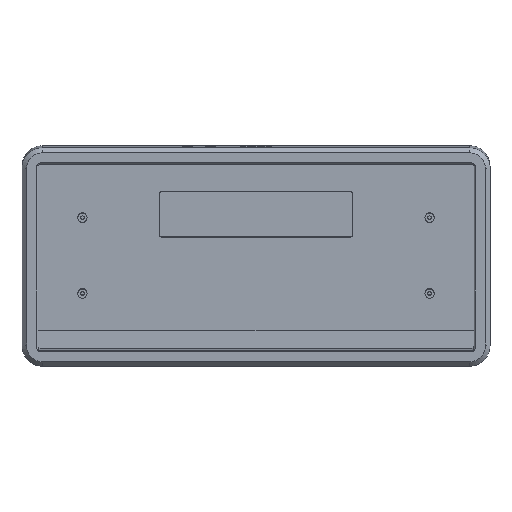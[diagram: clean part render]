
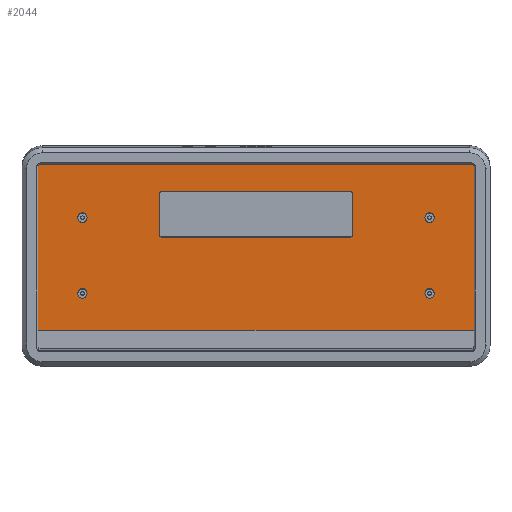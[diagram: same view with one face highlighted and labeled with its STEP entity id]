
A CAD part, top view. The second image highlights one B-rep face of the part: STEP entity #2044.
In plain terms, the highlighted planar face has unit normal (0, -0.052, 0.999).
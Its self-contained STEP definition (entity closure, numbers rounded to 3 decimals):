
#44=FACE_BOUND('',#332,.T.);
#45=FACE_BOUND('',#333,.T.);
#46=FACE_BOUND('',#334,.T.);
#47=FACE_BOUND('',#335,.T.);
#48=FACE_BOUND('',#336,.T.);
#108=PLANE('',#2234);
#198=FACE_OUTER_BOUND('',#331,.T.);
#331=EDGE_LOOP('',(#1593,#1594,#1595,#1596,#1597,#1598,#1599,#1600));
#332=EDGE_LOOP('',(#1601,#1602,#1603,#1604,#1605,#1606,#1607,#1608));
#333=EDGE_LOOP('',(#1609));
#334=EDGE_LOOP('',(#1610));
#335=EDGE_LOOP('',(#1611));
#336=EDGE_LOOP('',(#1612));
#495=LINE('',#3188,#684);
#501=LINE('',#3203,#690);
#505=LINE('',#3215,#694);
#508=LINE('',#3224,#697);
#510=LINE('',#3233,#699);
#513=LINE('',#3241,#702);
#517=LINE('',#3249,#706);
#518=LINE('',#3253,#707);
#519=LINE('',#3255,#708);
#520=LINE('',#3257,#709);
#684=VECTOR('',#2582,10.);
#690=VECTOR('',#2596,10.);
#694=VECTOR('',#2608,10.);
#697=VECTOR('',#2619,10.);
#699=VECTOR('',#2627,10.);
#702=VECTOR('',#2634,10.);
#706=VECTOR('',#2640,10.);
#707=VECTOR('',#2643,10.);
#708=VECTOR('',#2644,10.);
#709=VECTOR('',#2645,10.);
#840=CIRCLE('',#2215,1.);
#842=CIRCLE('',#2219,1.);
#844=CIRCLE('',#2223,1.);
#846=CIRCLE('',#2227,1.);
#847=CIRCLE('',#2235,1.);
#848=CIRCLE('',#2236,1.);
#849=CIRCLE('',#2237,2.);
#850=CIRCLE('',#2238,2.);
#851=CIRCLE('',#2239,2.);
#852=CIRCLE('',#2240,2.);
#961=VERTEX_POINT('',#3181);
#962=VERTEX_POINT('',#3183);
#963=VERTEX_POINT('',#3187);
#967=VERTEX_POINT('',#3196);
#968=VERTEX_POINT('',#3198);
#971=VERTEX_POINT('',#3208);
#972=VERTEX_POINT('',#3210);
#974=VERTEX_POINT('',#3219);
#977=VERTEX_POINT('',#3230);
#978=VERTEX_POINT('',#3232);
#981=VERTEX_POINT('',#3240);
#984=VERTEX_POINT('',#3248);
#985=VERTEX_POINT('',#3250);
#986=VERTEX_POINT('',#3252);
#987=VERTEX_POINT('',#3254);
#988=VERTEX_POINT('',#3256);
#989=VERTEX_POINT('',#3259);
#990=VERTEX_POINT('',#3261);
#991=VERTEX_POINT('',#3263);
#992=VERTEX_POINT('',#3265);
#1177=EDGE_CURVE('',#961,#962,#840,.T.);
#1179=EDGE_CURVE('',#963,#962,#495,.T.);
#1184=EDGE_CURVE('',#967,#968,#842,.T.);
#1187=EDGE_CURVE('',#961,#968,#501,.T.);
#1190=EDGE_CURVE('',#971,#972,#844,.T.);
#1193=EDGE_CURVE('',#967,#972,#505,.T.);
#1195=EDGE_CURVE('',#963,#974,#846,.T.);
#1198=EDGE_CURVE('',#971,#974,#508,.T.);
#1201=EDGE_CURVE('',#978,#977,#510,.T.);
#1205=EDGE_CURVE('',#978,#981,#513,.T.);
#1209=EDGE_CURVE('',#984,#977,#517,.T.);
#1210=EDGE_CURVE('',#984,#985,#847,.T.);
#1211=EDGE_CURVE('',#986,#985,#518,.T.);
#1212=EDGE_CURVE('',#987,#986,#519,.T.);
#1213=EDGE_CURVE('',#988,#987,#520,.T.);
#1214=EDGE_CURVE('',#988,#981,#848,.T.);
#1215=EDGE_CURVE('',#989,#989,#849,.T.);
#1216=EDGE_CURVE('',#990,#990,#850,.T.);
#1217=EDGE_CURVE('',#991,#991,#851,.T.);
#1218=EDGE_CURVE('',#992,#992,#852,.T.);
#1593=ORIENTED_EDGE('',*,*,#1201,.T.);
#1594=ORIENTED_EDGE('',*,*,#1209,.F.);
#1595=ORIENTED_EDGE('',*,*,#1210,.T.);
#1596=ORIENTED_EDGE('',*,*,#1211,.F.);
#1597=ORIENTED_EDGE('',*,*,#1212,.F.);
#1598=ORIENTED_EDGE('',*,*,#1213,.F.);
#1599=ORIENTED_EDGE('',*,*,#1214,.T.);
#1600=ORIENTED_EDGE('',*,*,#1205,.F.);
#1601=ORIENTED_EDGE('',*,*,#1187,.T.);
#1602=ORIENTED_EDGE('',*,*,#1184,.F.);
#1603=ORIENTED_EDGE('',*,*,#1193,.T.);
#1604=ORIENTED_EDGE('',*,*,#1190,.F.);
#1605=ORIENTED_EDGE('',*,*,#1198,.T.);
#1606=ORIENTED_EDGE('',*,*,#1195,.F.);
#1607=ORIENTED_EDGE('',*,*,#1179,.T.);
#1608=ORIENTED_EDGE('',*,*,#1177,.F.);
#1609=ORIENTED_EDGE('',*,*,#1215,.T.);
#1610=ORIENTED_EDGE('',*,*,#1216,.T.);
#1611=ORIENTED_EDGE('',*,*,#1217,.T.);
#1612=ORIENTED_EDGE('',*,*,#1218,.T.);
#2044=ADVANCED_FACE('',(#198,#44,#45,#46,#47,#48),#108,.F.);
#2215=AXIS2_PLACEMENT_3D('',#3184,#2577,#2578);
#2219=AXIS2_PLACEMENT_3D('',#3199,#2590,#2591);
#2223=AXIS2_PLACEMENT_3D('',#3211,#2602,#2603);
#2227=AXIS2_PLACEMENT_3D('',#3220,#2613,#2614);
#2234=AXIS2_PLACEMENT_3D('',#3247,#2638,#2639);
#2235=AXIS2_PLACEMENT_3D('',#3251,#2641,#2642);
#2236=AXIS2_PLACEMENT_3D('',#3258,#2646,#2647);
#2237=AXIS2_PLACEMENT_3D('',#3260,#2648,#2649);
#2238=AXIS2_PLACEMENT_3D('',#3262,#2650,#2651);
#2239=AXIS2_PLACEMENT_3D('',#3264,#2652,#2653);
#2240=AXIS2_PLACEMENT_3D('',#3266,#2654,#2655);
#2577=DIRECTION('center_axis',(0.,-0.052,
0.999));
#2578=DIRECTION('ref_axis',(0.707,0.706,0.037));
#2582=DIRECTION('',(1.,0.,0.));
#2590=DIRECTION('center_axis',(0.,-0.052,
0.999));
#2591=DIRECTION('ref_axis',(0.707,-0.706,-0.037));
#2596=DIRECTION('',(0.,-0.999,-0.052));
#2602=DIRECTION('center_axis',(0.,-0.052,
0.999));
#2603=DIRECTION('ref_axis',(-0.707,-0.706,-0.037));
#2608=DIRECTION('',(-1.,0.,0.));
#2613=DIRECTION('center_axis',(0.,-0.052,
0.999));
#2614=DIRECTION('ref_axis',(-0.707,0.706,0.037));
#2619=DIRECTION('',(0.,0.999,0.052));
#2627=DIRECTION('',(1.,0.,0.));
#2634=DIRECTION('',(0.,0.999,0.052));
#2638=DIRECTION('center_axis',(0.,0.052,
-0.999));
#2639=DIRECTION('ref_axis',(1.,0.,0.));
#2640=DIRECTION('',(0.,-0.999,-0.052));
#2641=DIRECTION('center_axis',(0.,-0.052,
0.999));
#2642=DIRECTION('ref_axis',(0.707,0.706,0.037));
#2643=DIRECTION('',(1.,0.,0.));
#2644=DIRECTION('',(1.,0.,0.));
#2645=DIRECTION('',(1.,0.,0.));
#2646=DIRECTION('center_axis',(0.,-0.052,
0.999));
#2647=DIRECTION('ref_axis',(-0.707,0.706,0.037));
#2648=DIRECTION('center_axis',(0.,0.052,
-0.999));
#2649=DIRECTION('ref_axis',(-1.,0.,0.));
#2650=DIRECTION('center_axis',(0.,0.052,
-0.999));
#2651=DIRECTION('ref_axis',(-1.,0.,0.));
#2652=DIRECTION('center_axis',(0.,0.052,
-0.999));
#2653=DIRECTION('ref_axis',(-1.,0.,0.));
#2654=DIRECTION('center_axis',(0.,0.052,
-0.999));
#2655=DIRECTION('ref_axis',(-1.,0.,0.));
#3181=CARTESIAN_POINT('',(162.758,80.679,3.926));
#3183=CARTESIAN_POINT('',(161.758,81.678,3.978));
#3184=CARTESIAN_POINT('Origin',(161.758,80.679,3.926));
#3187=CARTESIAN_POINT('',(78.758,81.678,3.978));
#3188=CARTESIAN_POINT('',(99.008,81.678,3.978));
#3196=CARTESIAN_POINT('',(161.758,61.705,2.931));
#3198=CARTESIAN_POINT('',(162.758,62.704,2.984));
#3199=CARTESIAN_POINT('Origin',(161.758,62.704,2.984));
#3203=CARTESIAN_POINT('',(162.758,67.706,3.246));
#3208=CARTESIAN_POINT('',(77.758,62.704,2.984));
#3210=CARTESIAN_POINT('',(78.758,61.705,2.931));
#3211=CARTESIAN_POINT('Origin',(78.758,62.704,2.984));
#3215=CARTESIAN_POINT('',(141.508,61.705,2.931));
#3219=CARTESIAN_POINT('',(77.758,80.679,3.926));
#3220=CARTESIAN_POINT('Origin',(78.758,80.679,3.926));
#3224=CARTESIAN_POINT('',(77.758,57.72,2.722));
#3230=CARTESIAN_POINT('',(216.008,20.804,0.788));
#3232=CARTESIAN_POINT('',(24.508,20.804,0.788));
#3233=CARTESIAN_POINT('',(120.258,20.804,0.788));
#3240=CARTESIAN_POINT('',(24.508,93.661,4.606));
#3241=CARTESIAN_POINT('',(24.508,94.66,4.658));
#3247=CARTESIAN_POINT('Origin',(120.258,53.735,2.514));
#3248=CARTESIAN_POINT('',(216.008,93.661,4.606));
#3249=CARTESIAN_POINT('',(216.008,12.81,0.369));
#3250=CARTESIAN_POINT('',(215.008,94.66,4.658));
#3251=CARTESIAN_POINT('Origin',(215.008,93.661,4.606));
#3252=CARTESIAN_POINT('',(126.902,94.66,4.658));
#3253=CARTESIAN_POINT('',(216.008,94.66,4.658));
#3254=CARTESIAN_POINT('',(113.613,94.66,4.658));
#3255=CARTESIAN_POINT('',(216.008,94.66,4.658));
#3256=CARTESIAN_POINT('',(25.508,94.66,4.658));
#3257=CARTESIAN_POINT('',(216.008,94.66,4.658));
#3258=CARTESIAN_POINT('Origin',(25.508,93.661,4.606));
#3259=CARTESIAN_POINT('',(46.058,37.089,1.641));
#3260=CARTESIAN_POINT('Origin',(44.058,37.089,1.641));
#3261=CARTESIAN_POINT('',(198.458,70.381,3.386));
#3262=CARTESIAN_POINT('Origin',(196.458,70.381,3.386));
#3263=CARTESIAN_POINT('',(46.058,70.381,3.386));
#3264=CARTESIAN_POINT('Origin',(44.058,70.381,3.386));
#3265=CARTESIAN_POINT('',(198.458,37.089,1.641));
#3266=CARTESIAN_POINT('Origin',(196.458,37.089,1.641));
